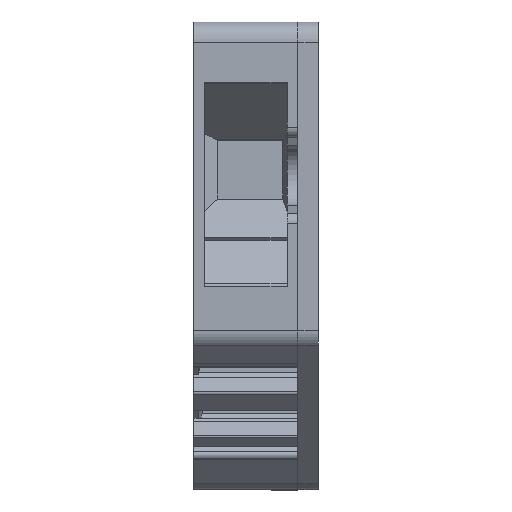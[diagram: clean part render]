
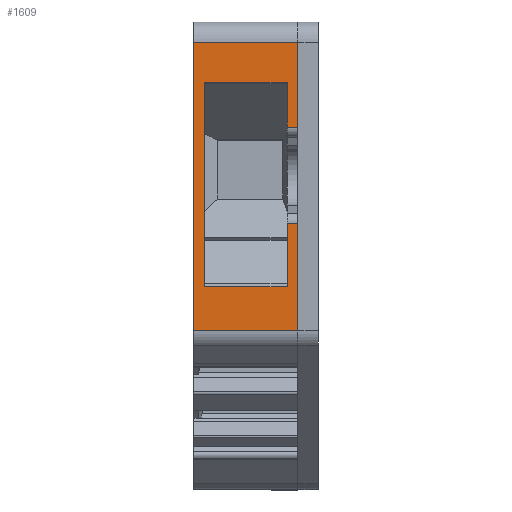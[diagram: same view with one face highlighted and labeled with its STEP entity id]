
A CAD part, top view. The second image highlights one B-rep face of the part: STEP entity #1609.
In plain terms, the highlighted planar face has unit normal (0, 0, 1).
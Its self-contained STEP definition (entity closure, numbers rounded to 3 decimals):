
#1534=AXIS2_PLACEMENT_3D('Plane Axis2P3D',#1531,#1532,#1533) ;
#527=CARTESIAN_POINT('Vertex',(5.1,21.9,41.)) ;
#530=CARTESIAN_POINT('Line Origine',(5.1,19.826,41.)) ;
#534=CARTESIAN_POINT('Vertex',(5.1,17.753,41.)) ;
#569=CARTESIAN_POINT('Vertex',(5.1,13.047,41.)) ;
#572=CARTESIAN_POINT('Line Origine',(5.1,10.406,41.)) ;
#576=CARTESIAN_POINT('Vertex',(5.1,7.764,41.)) ;
#1516=CARTESIAN_POINT('Vertex',(0.,21.9,41.)) ;
#1519=CARTESIAN_POINT('Line Origine',(2.55,21.9,41.)) ;
#1531=CARTESIAN_POINT('Axis2P3D Location',(2.9,7.764,41.)) ;
#1536=CARTESIAN_POINT('Line Origine',(4.837,17.753,41.)) ;
#1540=CARTESIAN_POINT('Vertex',(4.575,17.753,41.)) ;
#1543=CARTESIAN_POINT('Line Origine',(0.,14.832,41.)) ;
#1547=CARTESIAN_POINT('Vertex',(0.,7.764,41.)) ;
#1550=CARTESIAN_POINT('Line Origine',(2.55,7.764,41.)) ;
#1555=CARTESIAN_POINT('Line Origine',(4.837,13.047,41.)) ;
#1559=CARTESIAN_POINT('Vertex',(4.575,13.047,41.)) ;
#1562=CARTESIAN_POINT('Line Origine',(4.575,11.483,41.)) ;
#1566=CARTESIAN_POINT('Vertex',(4.575,9.919,41.)) ;
#1569=CARTESIAN_POINT('Line Origine',(2.55,9.919,41.)) ;
#1573=CARTESIAN_POINT('Vertex',(0.525,9.919,41.)) ;
#1576=CARTESIAN_POINT('Line Origine',(0.525,14.931,41.)) ;
#1580=CARTESIAN_POINT('Vertex',(0.525,19.943,41.)) ;
#1583=CARTESIAN_POINT('Line Origine',(2.55,19.943,41.)) ;
#1587=CARTESIAN_POINT('Vertex',(4.575,19.943,41.)) ;
#1590=CARTESIAN_POINT('Line Origine',(4.575,18.848,41.)) ;
#531=DIRECTION('Vector Direction',(0.,1.,0.)) ;
#573=DIRECTION('Vector Direction',(0.,1.,0.)) ;
#1520=DIRECTION('Vector Direction',(1.,0.,0.)) ;
#1532=DIRECTION('Axis2P3D Direction',(0.,0.,-1.)) ;
#1533=DIRECTION('Axis2P3D XDirection',(0.,1.,0.)) ;
#1537=DIRECTION('Vector Direction',(1.,0.,0.)) ;
#1544=DIRECTION('Vector Direction',(0.,1.,0.)) ;
#1551=DIRECTION('Vector Direction',(1.,0.,0.)) ;
#1556=DIRECTION('Vector Direction',(1.,0.,0.)) ;
#1563=DIRECTION('Vector Direction',(0.,1.,0.)) ;
#1570=DIRECTION('Vector Direction',(-1.,0.,0.)) ;
#1577=DIRECTION('Vector Direction',(0.,1.,0.)) ;
#1584=DIRECTION('Vector Direction',(-1.,0.,0.)) ;
#1591=DIRECTION('Vector Direction',(0.,1.,0.)) ;
#532=VECTOR('Line Direction',#531,1.) ;
#574=VECTOR('Line Direction',#573,1.) ;
#1521=VECTOR('Line Direction',#1520,1.) ;
#1538=VECTOR('Line Direction',#1537,1.) ;
#1545=VECTOR('Line Direction',#1544,1.) ;
#1552=VECTOR('Line Direction',#1551,1.) ;
#1557=VECTOR('Line Direction',#1556,1.) ;
#1564=VECTOR('Line Direction',#1563,1.) ;
#1571=VECTOR('Line Direction',#1570,1.) ;
#1578=VECTOR('Line Direction',#1577,1.) ;
#1585=VECTOR('Line Direction',#1584,1.) ;
#1592=VECTOR('Line Direction',#1591,1.) ;
#1596=ORIENTED_EDGE('',*,*,#1542,.T.) ;
#1597=ORIENTED_EDGE('',*,*,#536,.F.) ;
#1598=ORIENTED_EDGE('',*,*,#1523,.F.) ;
#1599=ORIENTED_EDGE('',*,*,#1549,.T.) ;
#1600=ORIENTED_EDGE('',*,*,#1554,.T.) ;
#1601=ORIENTED_EDGE('',*,*,#578,.F.) ;
#1602=ORIENTED_EDGE('',*,*,#1561,.F.) ;
#1603=ORIENTED_EDGE('',*,*,#1568,.F.) ;
#1604=ORIENTED_EDGE('',*,*,#1575,.T.) ;
#1605=ORIENTED_EDGE('',*,*,#1582,.T.) ;
#1606=ORIENTED_EDGE('',*,*,#1589,.F.) ;
#1607=ORIENTED_EDGE('',*,*,#1594,.F.) ;
#1609=ADVANCED_FACE('GH WP2.5/1AN.1\\Koerper.2',(#1608),#1535,.F.) ;
#536=EDGE_CURVE('',#528,#535,#533,.F.) ;
#578=EDGE_CURVE('',#570,#577,#575,.F.) ;
#1523=EDGE_CURVE('',#1517,#528,#1522,.T.) ;
#1542=EDGE_CURVE('',#1541,#535,#1539,.T.) ;
#1549=EDGE_CURVE('',#1517,#1548,#1546,.F.) ;
#1554=EDGE_CURVE('',#1548,#577,#1553,.T.) ;
#1561=EDGE_CURVE('',#1560,#570,#1558,.T.) ;
#1568=EDGE_CURVE('',#1567,#1560,#1565,.T.) ;
#1575=EDGE_CURVE('',#1567,#1574,#1572,.T.) ;
#1582=EDGE_CURVE('',#1574,#1581,#1579,.T.) ;
#1589=EDGE_CURVE('',#1588,#1581,#1586,.T.) ;
#1594=EDGE_CURVE('',#1541,#1588,#1593,.T.) ;
#1595=EDGE_LOOP('',(#1596,#1597,#1598,#1599,#1600,#1601,#1602,#1603,#1604,#1605,#1606,#1607)) ;
#1608=FACE_OUTER_BOUND('',#1595,.T.) ;
#533=LINE('Line',#530,#532) ;
#575=LINE('Line',#572,#574) ;
#1522=LINE('Line',#1519,#1521) ;
#1539=LINE('Line',#1536,#1538) ;
#1546=LINE('Line',#1543,#1545) ;
#1553=LINE('Line',#1550,#1552) ;
#1558=LINE('Line',#1555,#1557) ;
#1565=LINE('Line',#1562,#1564) ;
#1572=LINE('Line',#1569,#1571) ;
#1579=LINE('Line',#1576,#1578) ;
#1586=LINE('Line',#1583,#1585) ;
#1593=LINE('Line',#1590,#1592) ;
#1535=PLANE('',#1534) ;
#528=VERTEX_POINT('',#527) ;
#535=VERTEX_POINT('',#534) ;
#570=VERTEX_POINT('',#569) ;
#577=VERTEX_POINT('',#576) ;
#1517=VERTEX_POINT('',#1516) ;
#1541=VERTEX_POINT('',#1540) ;
#1548=VERTEX_POINT('',#1547) ;
#1560=VERTEX_POINT('',#1559) ;
#1567=VERTEX_POINT('',#1566) ;
#1574=VERTEX_POINT('',#1573) ;
#1581=VERTEX_POINT('',#1580) ;
#1588=VERTEX_POINT('',#1587) ;
